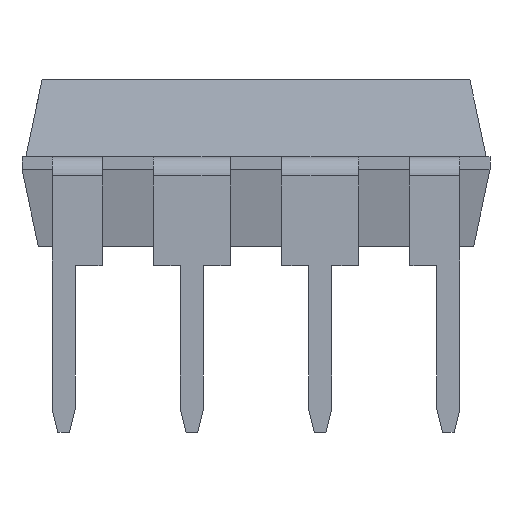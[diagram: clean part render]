
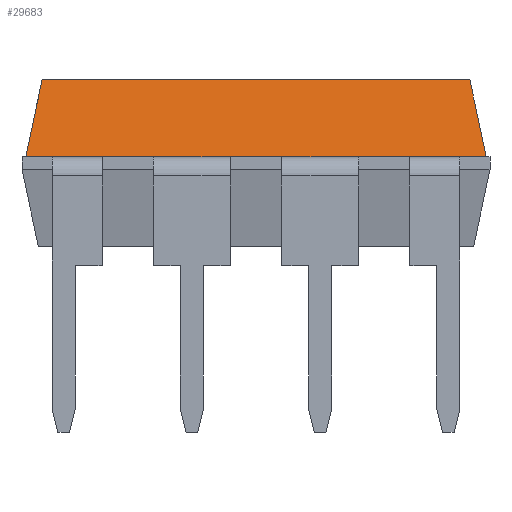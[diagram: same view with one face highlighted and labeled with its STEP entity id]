
A CAD part, left-side view. The second image highlights one B-rep face of the part: STEP entity #29683.
In plain terms, the highlighted planar face has unit normal (-0.978, 0, 0.208).
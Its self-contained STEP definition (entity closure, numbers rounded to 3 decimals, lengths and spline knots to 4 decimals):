
#4652=FACE_OUTER_BOUND('',#6310,.T.);
#6310=EDGE_LOOP('',(#23923,#23924,#23925,#23926,#23927,#23928,#23929,#23930,
#23931,#23932,#23933,#23934));
#7233=LINE('',#35614,#9453);
#8208=LINE('',#46481,#10428);
#8219=LINE('',#46511,#10439);
#8232=LINE('',#46545,#10452);
#8243=LINE('',#46575,#10463);
#8256=LINE('',#46609,#10476);
#8328=LINE('',#46748,#10548);
#8330=LINE('',#46755,#10550);
#8331=LINE('',#46756,#10551);
#8332=LINE('',#46757,#10552);
#8333=LINE('',#46758,#10553);
#8334=LINE('',#46759,#10554);
#9453=VECTOR('',#31146,1.);
#10428=VECTOR('',#32509,1.);
#10439=VECTOR('',#32534,1.);
#10452=VECTOR('',#32565,1.);
#10463=VECTOR('',#32590,1.);
#10476=VECTOR('',#32621,1.);
#10548=VECTOR('',#32747,10.);
#10550=VECTOR('',#32755,1.);
#10551=VECTOR('',#32756,1.);
#10552=VECTOR('',#32757,1.);
#10553=VECTOR('',#32758,1.);
#10554=VECTOR('',#32759,10.);
#11734=VERTEX_POINT('',#35611);
#11735=VERTEX_POINT('',#35613);
#13092=VERTEX_POINT('',#46475);
#13093=VERTEX_POINT('',#46479);
#13104=VERTEX_POINT('',#46507);
#13105=VERTEX_POINT('',#46509);
#13116=VERTEX_POINT('',#46541);
#13117=VERTEX_POINT('',#46543);
#13128=VERTEX_POINT('',#46571);
#13129=VERTEX_POINT('',#46573);
#13140=VERTEX_POINT('',#46605);
#13141=VERTEX_POINT('',#46607);
#14864=EDGE_CURVE('',#11734,#11735,#7233,.T.);
#16889=EDGE_CURVE('',#13092,#13093,#8208,.T.);
#16904=EDGE_CURVE('',#13104,#13105,#8219,.T.);
#16921=EDGE_CURVE('',#13116,#13117,#8232,.T.);
#16936=EDGE_CURVE('',#13128,#13129,#8243,.T.);
#16953=EDGE_CURVE('',#13140,#13141,#8256,.T.);
#17025=EDGE_CURVE('',#13092,#11734,#8328,.T.);
#17029=EDGE_CURVE('',#13093,#13116,#8330,.T.);
#17030=EDGE_CURVE('',#13117,#13140,#8331,.T.);
#17031=EDGE_CURVE('',#13141,#13128,#8332,.T.);
#17032=EDGE_CURVE('',#13129,#13104,#8333,.T.);
#17033=EDGE_CURVE('',#13105,#11735,#8334,.T.);
#23923=ORIENTED_EDGE('',*,*,#16889,.T.);
#23924=ORIENTED_EDGE('',*,*,#17029,.T.);
#23925=ORIENTED_EDGE('',*,*,#16921,.T.);
#23926=ORIENTED_EDGE('',*,*,#17030,.T.);
#23927=ORIENTED_EDGE('',*,*,#16953,.T.);
#23928=ORIENTED_EDGE('',*,*,#17031,.T.);
#23929=ORIENTED_EDGE('',*,*,#16936,.T.);
#23930=ORIENTED_EDGE('',*,*,#17032,.T.);
#23931=ORIENTED_EDGE('',*,*,#16904,.T.);
#23932=ORIENTED_EDGE('',*,*,#17033,.T.);
#23933=ORIENTED_EDGE('',*,*,#14864,.F.);
#23934=ORIENTED_EDGE('',*,*,#17025,.F.);
#28647=PLANE('',#30796);
#29683=ADVANCED_FACE('',(#4652),#28647,.T.);
#30796=AXIS2_PLACEMENT_3D('',#46754,#32753,#32754);
#31146=DIRECTION('',(0.,-1.,0.));
#32509=DIRECTION('',(0.,-1.,0.));
#32534=DIRECTION('',(0.,-1.,0.));
#32565=DIRECTION('',(0.,-1.,0.));
#32590=DIRECTION('',(0.,-1.,0.));
#32621=DIRECTION('',(0.,-1.,0.));
#32747=DIRECTION('',(0.204,-0.204,0.958));
#32753=DIRECTION('center_axis',(-0.978,0.,0.208));
#32754=DIRECTION('ref_axis',(0.208,0.,0.978));
#32755=DIRECTION('',(0.,-1.,0.));
#32756=DIRECTION('',(0.,-1.,0.));
#32757=DIRECTION('',(0.,-1.,0.));
#32758=DIRECTION('',(0.,-1.,0.));
#32759=DIRECTION('',(0.204,0.204,0.958));
#35611=CARTESIAN_POINT('',(1.0337,0.4263,3.68));
#35613=CARTESIAN_POINT('',(1.0337,-8.0463,3.68));
#35614=CARTESIAN_POINT('',(1.0337,0.4263,3.68));
#46475=CARTESIAN_POINT('',(0.71,0.75,2.157));
#46479=CARTESIAN_POINT('',(0.71,0.2285,2.157));
#46481=CARTESIAN_POINT('',(0.71,0.75,2.157));
#46507=CARTESIAN_POINT('',(0.71,-7.8485,2.157));
#46509=CARTESIAN_POINT('',(0.71,-8.37,2.157));
#46511=CARTESIAN_POINT('',(0.71,0.75,2.157));
#46541=CARTESIAN_POINT('',(0.71,-0.762,2.157));
#46543=CARTESIAN_POINT('',(0.71,-1.778,2.157));
#46545=CARTESIAN_POINT('',(0.71,0.75,2.157));
#46571=CARTESIAN_POINT('',(0.71,-5.842,2.157));
#46573=CARTESIAN_POINT('',(0.71,-6.858,2.157));
#46575=CARTESIAN_POINT('',(0.71,0.75,2.157));
#46605=CARTESIAN_POINT('',(0.71,-3.302,2.157));
#46607=CARTESIAN_POINT('',(0.71,-4.318,2.157));
#46609=CARTESIAN_POINT('',(0.71,0.75,2.157));
#46748=CARTESIAN_POINT('',(0.71,0.75,2.157));
#46754=CARTESIAN_POINT('Origin',(0.71,-3.81,2.157));
#46755=CARTESIAN_POINT('',(0.71,0.75,2.157));
#46756=CARTESIAN_POINT('',(0.71,0.75,2.157));
#46757=CARTESIAN_POINT('',(0.71,0.75,2.157));
#46758=CARTESIAN_POINT('',(0.71,0.75,2.157));
#46759=CARTESIAN_POINT('',(0.71,-8.37,2.157));
